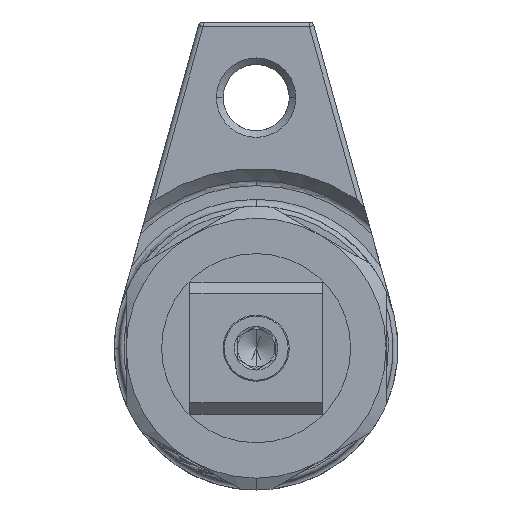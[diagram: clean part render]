
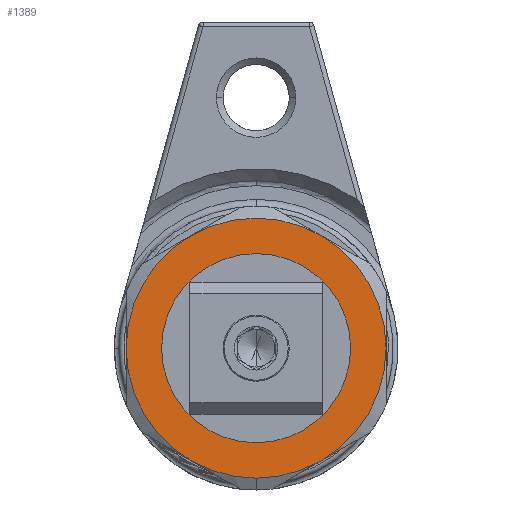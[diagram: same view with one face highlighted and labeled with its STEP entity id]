
A CAD part, front view. The second image highlights one B-rep face of the part: STEP entity #1389.
In plain terms, the highlighted planar face has unit normal (0, -1, 0).
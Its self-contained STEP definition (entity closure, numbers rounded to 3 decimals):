
#238 = CARTESIAN_POINT ( 'NONE',  ( 0., -109.5, 0. ) ) ;
#261 = VERTEX_POINT ( 'NONE', #3884 ) ;
#277 = CARTESIAN_POINT ( 'NONE',  ( 0., -109.5, 0. ) ) ;
#411 = EDGE_LOOP ( 'NONE', ( #6869, #3990, #6207, #3051, #5569, #5903, #7224 ) ) ;
#488 = CARTESIAN_POINT ( 'NONE',  ( 13.75, -109.5, -23.816 ) ) ;
#510 = EDGE_CURVE ( 'NONE', #2993, #6032, #3278, .T. ) ;
#547 = CARTESIAN_POINT ( 'NONE',  ( 0., -109.5, 0. ) ) ;
#564 = EDGE_CURVE ( 'NONE', #3963, #261, #6120, .T. ) ;
#589 = AXIS2_PLACEMENT_3D ( 'NONE', #547, #6702, #5064 ) ;
#732 = PLANE ( 'NONE',  #2636 ) ;
#963 = CIRCLE ( 'NONE', #6342, 27.5 ) ;
#1025 = CARTESIAN_POINT ( 'NONE',  ( 0., -109.5, 0. ) ) ;
#1226 = CARTESIAN_POINT ( 'NONE',  ( -27.5, -109.5, 0. ) ) ;
#1283 = AXIS2_PLACEMENT_3D ( 'NONE', #3577, #5205, #2949 ) ;
#1389 = ADVANCED_FACE ( 'NONE', ( #4179, #4101 ), #732, .T. ) ;
#1466 = DIRECTION ( 'NONE',  ( 0., 1., 0. ) ) ;
#1498 = EDGE_CURVE ( 'NONE', #4752, #6321, #5363, .T. ) ;
#1665 = EDGE_CURVE ( 'NONE', #4280, #6178, #5370, .T. ) ;
#1899 = EDGE_CURVE ( 'NONE', #6032, #3291, #963, .T. ) ;
#1909 = DIRECTION ( 'NONE',  ( 0., 1., 0. ) ) ;
#1980 = CIRCLE ( 'NONE', #5783, 27.5 ) ;
#2569 = DIRECTION ( 'NONE',  ( 0., 0., -1. ) ) ;
#2636 = AXIS2_PLACEMENT_3D ( 'NONE', #1226, #3512, #5886 ) ;
#2640 = CARTESIAN_POINT ( 'NONE',  ( -27.5, -109.5, 0. ) ) ;
#2715 = DIRECTION ( 'NONE',  ( 0., 0., -1. ) ) ;
#2829 = DIRECTION ( 'NONE',  ( 0., 1., 0. ) ) ;
#2949 = DIRECTION ( 'NONE',  ( 0., 0., -1. ) ) ;
#2993 = VERTEX_POINT ( 'NONE', #4904 ) ;
#3051 = ORIENTED_EDGE ( 'NONE', *, *, #5540, .F. ) ;
#3250 = AXIS2_PLACEMENT_3D ( 'NONE', #5499, #2829, #7272 ) ;
#3278 = CIRCLE ( 'NONE', #4921, 27.5 ) ;
#3291 = VERTEX_POINT ( 'NONE', #4767 ) ;
#3423 = DIRECTION ( 'NONE',  ( 0., 1., 0. ) ) ;
#3512 = DIRECTION ( 'NONE',  ( 0., -1., 0. ) ) ;
#3577 = CARTESIAN_POINT ( 'NONE',  ( 0., -109.5, 0. ) ) ;
#3821 = CARTESIAN_POINT ( 'NONE',  ( 0., -109.5, 0. ) ) ;
#3855 = AXIS2_PLACEMENT_3D ( 'NONE', #1025, #6883, #6216 ) ;
#3884 = CARTESIAN_POINT ( 'NONE',  ( -20., -109.5, 0. ) ) ;
#3963 = VERTEX_POINT ( 'NONE', #4017 ) ;
#3990 = ORIENTED_EDGE ( 'NONE', *, *, #5039, .F. ) ;
#4010 = CARTESIAN_POINT ( 'NONE',  ( 0., -109.5, 0. ) ) ;
#4017 = CARTESIAN_POINT ( 'NONE',  ( 20., -109.5, 0. ) ) ;
#4101 = FACE_OUTER_BOUND ( 'NONE', #411, .T. ) ;
#4179 = FACE_BOUND ( 'NONE', #5415, .T. ) ;
#4280 = VERTEX_POINT ( 'NONE', #488 ) ;
#4294 = EDGE_CURVE ( 'NONE', #6321, #2993, #5888, .T. ) ;
#4437 = AXIS2_PLACEMENT_3D ( 'NONE', #238, #1909, #6480 ) ;
#4704 = AXIS2_PLACEMENT_3D ( 'NONE', #4010, #3423, #5718 ) ;
#4752 = VERTEX_POINT ( 'NONE', #7161 ) ;
#4767 = CARTESIAN_POINT ( 'NONE',  ( 27.5, -109.5, 0. ) ) ;
#4856 = CIRCLE ( 'NONE', #1283, 27.5 ) ;
#4904 = CARTESIAN_POINT ( 'NONE',  ( -13.75, -109.5, 23.816 ) ) ;
#4921 = AXIS2_PLACEMENT_3D ( 'NONE', #7278, #5958, #5476 ) ;
#5039 = EDGE_CURVE ( 'NONE', #6178, #4752, #4856, .T. ) ;
#5064 = DIRECTION ( 'NONE',  ( 0., 0., -1. ) ) ;
#5205 = DIRECTION ( 'NONE',  ( 0., 1., 0. ) ) ;
#5363 = CIRCLE ( 'NONE', #589, 27.5 ) ;
#5370 = CIRCLE ( 'NONE', #3250, 27.5 ) ;
#5415 = EDGE_LOOP ( 'NONE', ( #6938, #7077 ) ) ;
#5476 = DIRECTION ( 'NONE',  ( 0., 0., -1. ) ) ;
#5499 = CARTESIAN_POINT ( 'NONE',  ( 0., -109.5, 0. ) ) ;
#5540 = EDGE_CURVE ( 'NONE', #3291, #4280, #1980, .T. ) ;
#5569 = ORIENTED_EDGE ( 'NONE', *, *, #1899, .F. ) ;
#5718 = DIRECTION ( 'NONE',  ( 0., 0., -1. ) ) ;
#5783 = AXIS2_PLACEMENT_3D ( 'NONE', #3821, #5935, #2715 ) ;
#5886 = DIRECTION ( 'NONE',  ( 0., 0., 1. ) ) ;
#5888 = CIRCLE ( 'NONE', #4704, 27.5 ) ;
#5903 = ORIENTED_EDGE ( 'NONE', *, *, #510, .F. ) ;
#5935 = DIRECTION ( 'NONE',  ( 0., 1., 0. ) ) ;
#5953 = EDGE_CURVE ( 'NONE', #261, #3963, #6599, .T. ) ;
#5958 = DIRECTION ( 'NONE',  ( 0., 1., 0. ) ) ;
#6032 = VERTEX_POINT ( 'NONE', #6066 ) ;
#6066 = CARTESIAN_POINT ( 'NONE',  ( 13.75, -109.5, 23.816 ) ) ;
#6120 = CIRCLE ( 'NONE', #3855, 20. ) ;
#6178 = VERTEX_POINT ( 'NONE', #6794 ) ;
#6207 = ORIENTED_EDGE ( 'NONE', *, *, #1665, .F. ) ;
#6216 = DIRECTION ( 'NONE',  ( -1., 0., 0. ) ) ;
#6321 = VERTEX_POINT ( 'NONE', #2640 ) ;
#6342 = AXIS2_PLACEMENT_3D ( 'NONE', #277, #1466, #2569 ) ;
#6480 = DIRECTION ( 'NONE',  ( -1., 0., 0. ) ) ;
#6599 = CIRCLE ( 'NONE', #4437, 20. ) ;
#6702 = DIRECTION ( 'NONE',  ( 0., 1., 0. ) ) ;
#6794 = CARTESIAN_POINT ( 'NONE',  ( 0., -109.5, -27.5 ) ) ;
#6869 = ORIENTED_EDGE ( 'NONE', *, *, #1498, .F. ) ;
#6883 = DIRECTION ( 'NONE',  ( 0., 1., 0. ) ) ;
#6938 = ORIENTED_EDGE ( 'NONE', *, *, #5953, .T. ) ;
#7077 = ORIENTED_EDGE ( 'NONE', *, *, #564, .T. ) ;
#7161 = CARTESIAN_POINT ( 'NONE',  ( -13.75, -109.5, -23.816 ) ) ;
#7224 = ORIENTED_EDGE ( 'NONE', *, *, #4294, .F. ) ;
#7272 = DIRECTION ( 'NONE',  ( 0., 0., -1. ) ) ;
#7278 = CARTESIAN_POINT ( 'NONE',  ( 0., -109.5, 0. ) ) ;
